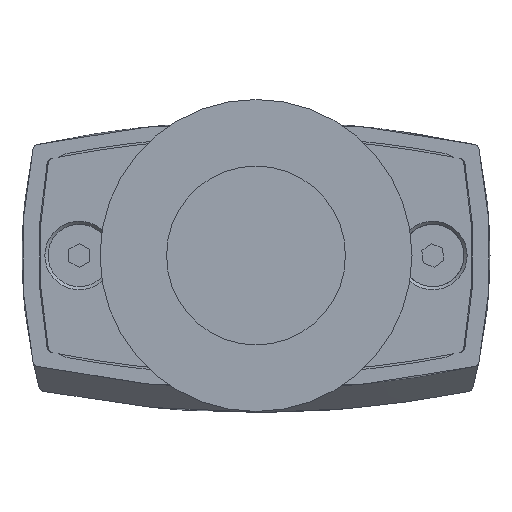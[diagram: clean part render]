
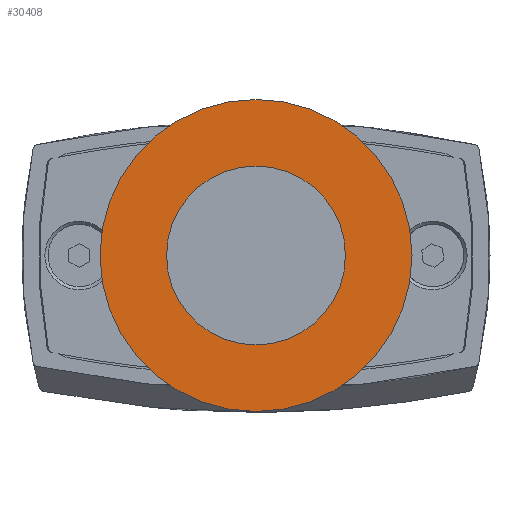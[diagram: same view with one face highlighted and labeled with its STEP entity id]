
A CAD part, front view. The second image highlights one B-rep face of the part: STEP entity #30408.
In plain terms, the highlighted planar face has unit normal (0, -1, 0).
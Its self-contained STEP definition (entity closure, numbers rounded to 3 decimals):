
#29782=CARTESIAN_POINT('',(0.,-30.7,15.0));
#29783=VERTEX_POINT('',#29782);
#29784=CARTESIAN_POINT('',(0.,-30.7,0.));
#29785=DIRECTION('',(0.0,-1.0,0.0));
#29786=DIRECTION('',(0.0,0.0,1.0));
#29787=AXIS2_PLACEMENT_3D('',#29784,#29785,#29786);
#29788=CIRCLE('',#29787,15.0);
#29789=EDGE_CURVE('',#29783,#29783,#29788,.T.);
#30389=CARTESIAN_POINT('',(0.,-30.7,11.8));
#30390=DIRECTION('',(0.0,-1.0,0.0));
#30391=DIRECTION('',(1.0,0.0,0.0));
#30392=AXIS2_PLACEMENT_3D('',#30389,#30390,#30391);
#30393=PLANE('',#30392);
#30394=ORIENTED_EDGE('',*,*,#29789,.T.);
#30395=EDGE_LOOP('',(#30394));
#30396=FACE_OUTER_BOUND('',#30395,.T.);
#30397=CARTESIAN_POINT('',(0.,-30.7,8.6));
#30398=VERTEX_POINT('',#30397);
#30399=CARTESIAN_POINT('',(0.,-30.7,0.));
#30400=DIRECTION('',(0.0,-1.0,0.0));
#30401=DIRECTION('',(0.0,0.0,1.0));
#30402=AXIS2_PLACEMENT_3D('',#30399,#30400,#30401);
#30403=CIRCLE('',#30402,8.6);
#30404=EDGE_CURVE('',#30398,#30398,#30403,.T.);
#30405=ORIENTED_EDGE('',*,*,#30404,.F.);
#30406=EDGE_LOOP('',(#30405));
#30407=FACE_BOUND('',#30406,.T.);
#30408=ADVANCED_FACE('',(#30396,#30407),#30393,.T.);
